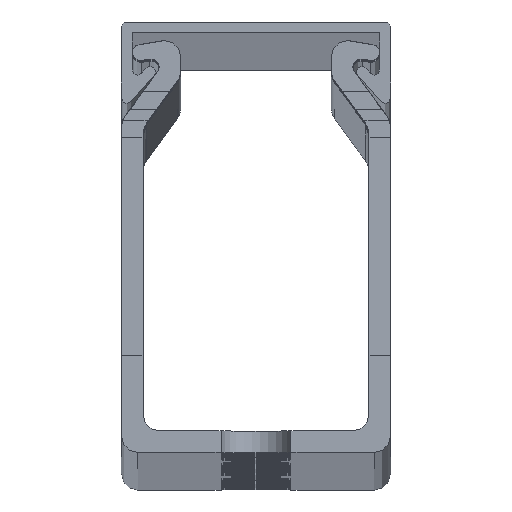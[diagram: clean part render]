
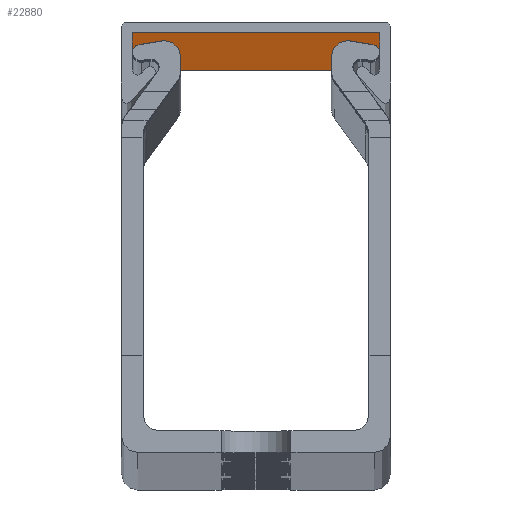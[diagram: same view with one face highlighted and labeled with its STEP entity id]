
A CAD part, top view. The second image highlights one B-rep face of the part: STEP entity #22880.
In plain terms, the highlighted planar face has unit normal (0, -1, 0).
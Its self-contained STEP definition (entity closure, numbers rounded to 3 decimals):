
#26 = VECTOR ( 'NONE', #6109, 1000. ) ;
#1849 = VERTEX_POINT ( 'NONE', #23677 ) ;
#2890 = DIRECTION ( 'NONE',  ( 0., 0., -1. ) ) ;
#3108 = CARTESIAN_POINT ( 'NONE',  ( -11.5, 39., -1000. ) ) ;
#3416 = ORIENTED_EDGE ( 'NONE', *, *, #6168, .T. ) ;
#3836 = DIRECTION ( 'NONE',  ( -1., 0., 0. ) ) ;
#4507 = DIRECTION ( 'NONE',  ( 0., 1., 0. ) ) ;
#4669 = CARTESIAN_POINT ( 'NONE',  ( -11.5, 39., 1026.373 ) ) ;
#4957 = VECTOR ( 'NONE', #27499, 1000. ) ;
#6109 = DIRECTION ( 'NONE',  ( 0., 0., -1. ) ) ;
#6168 = EDGE_CURVE ( 'NONE', #13472, #1849, #12986, .T. ) ;
#6288 = LINE ( 'NONE', #6448, #13668 ) ;
#6448 = CARTESIAN_POINT ( 'NONE',  ( -11.5, 39., 1000. ) ) ;
#6602 = CARTESIAN_POINT ( 'NONE',  ( 11.5, 39., -1000. ) ) ;
#7124 = DIRECTION ( 'NONE',  ( 0., 0., 1. ) ) ;
#8021 = VECTOR ( 'NONE', #2890, 1000. ) ;
#8420 = CARTESIAN_POINT ( 'NONE',  ( -11.5, 39., 1000. ) ) ;
#8498 = ORIENTED_EDGE ( 'NONE', *, *, #29884, .T. ) ;
#9696 = AXIS2_PLACEMENT_3D ( 'NONE', #4669, #4507, #7124 ) ;
#9906 = CARTESIAN_POINT ( 'NONE',  ( 11.5, 39., 1000. ) ) ;
#9928 = ORIENTED_EDGE ( 'NONE', *, *, #13451, .T. ) ;
#12986 = LINE ( 'NONE', #28532, #26 ) ;
#13451 = EDGE_CURVE ( 'NONE', #19346, #13472, #6288, .T. ) ;
#13472 = VERTEX_POINT ( 'NONE', #8420 ) ;
#13668 = VECTOR ( 'NONE', #3836, 1000. ) ;
#14018 = ORIENTED_EDGE ( 'NONE', *, *, #27525, .F. ) ;
#14301 = PLANE ( 'NONE',  #9696 ) ;
#18095 = CARTESIAN_POINT ( 'NONE',  ( 11.5, 39., 1026.373 ) ) ;
#19346 = VERTEX_POINT ( 'NONE', #9906 ) ;
#19465 = VERTEX_POINT ( 'NONE', #6602 ) ;
#22880 = ADVANCED_FACE ( 'NONE', ( #29547 ), #14301, .F. ) ;
#23056 = LINE ( 'NONE', #3108, #4957 ) ;
#23677 = CARTESIAN_POINT ( 'NONE',  ( -11.5, 39., -1000. ) ) ;
#25296 = LINE ( 'NONE', #18095, #8021 ) ;
#27499 = DIRECTION ( 'NONE',  ( 1., 0., 0. ) ) ;
#27525 = EDGE_CURVE ( 'NONE', #19346, #19465, #25296, .T. ) ;
#28532 = CARTESIAN_POINT ( 'NONE',  ( -11.5, 39., 1026.373 ) ) ;
#29514 = EDGE_LOOP ( 'NONE', ( #14018, #9928, #3416, #8498 ) ) ;
#29547 = FACE_OUTER_BOUND ( 'NONE', #29514, .T. ) ;
#29884 = EDGE_CURVE ( 'NONE', #1849, #19465, #23056, .T. ) ;
